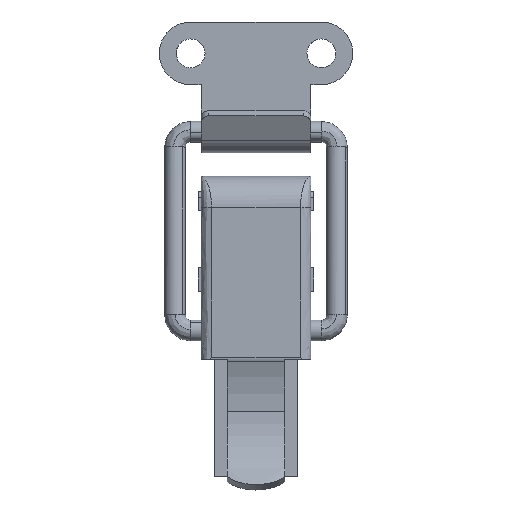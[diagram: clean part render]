
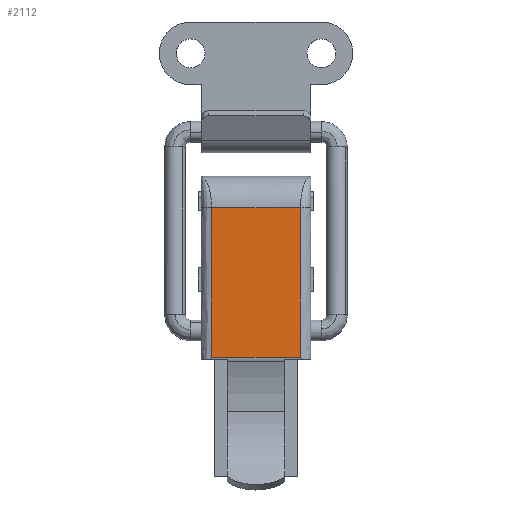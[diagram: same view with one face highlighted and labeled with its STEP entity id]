
A CAD part, front view. The second image highlights one B-rep face of the part: STEP entity #2112.
In plain terms, the highlighted free-form (B-spline) face has degree [1, 1] with [2, 2] control points.
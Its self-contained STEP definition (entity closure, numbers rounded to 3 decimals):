
#464=CARTESIAN_POINT('',(8.5,-6.5,-5.108));
#465=VERTEX_POINT('',#464);
#475=CARTESIAN_POINT('',(-8.5,-6.5,-5.108));
#476=VERTEX_POINT('',#475);
#477=CARTESIAN_POINT('',(-8.5,-6.5,-5.108));
#478=CARTESIAN_POINT('',(8.5,-6.5,-5.108));
#479=QUASI_UNIFORM_CURVE('',1,(#477,#478),.UNSPECIFIED.,.F.,.U.);
#480=EDGE_CURVE('',#476,#465,#479,.T.);
#1284=CARTESIAN_POINT('',(8.5,-6.5,23.5));
#1285=VERTEX_POINT('',#1284);
#1341=CARTESIAN_POINT('',(8.5,-6.5,-5.108));
#1342=CARTESIAN_POINT('',(8.5,-6.5,23.5));
#1343=QUASI_UNIFORM_CURVE('',1,(#1341,#1342),.UNSPECIFIED.,.F.,.U.);
#1344=EDGE_CURVE('',#465,#1285,#1343,.T.);
#1404=CARTESIAN_POINT('',(-8.5,-6.5,23.5));
#1405=VERTEX_POINT('',#1404);
#1485=CARTESIAN_POINT('',(-8.5,-6.5,23.5));
#1486=CARTESIAN_POINT('',(-8.5,-6.5,-5.108));
#1487=QUASI_UNIFORM_CURVE('',1,(#1485,#1486),.UNSPECIFIED.,.F.,.U.);
#1488=EDGE_CURVE('',#1405,#476,#1487,.T.);
#2092=CARTESIAN_POINT('',(8.5,-6.5,23.5));
#2093=CARTESIAN_POINT('',(-8.5,-6.5,23.5));
#2094=QUASI_UNIFORM_CURVE('',1,(#2092,#2093),.UNSPECIFIED.,.F.,.U.);
#2095=EDGE_CURVE('',#1285,#1405,#2094,.T.);
#2101=CARTESIAN_POINT('',(-9.349,-6.5,24.929));
#2102=CARTESIAN_POINT('',(-9.349,-6.5,-6.537));
#2103=CARTESIAN_POINT('',(9.349,-6.5,24.929));
#2104=CARTESIAN_POINT('',(9.349,-6.5,-6.537));
#2105=B_SPLINE_SURFACE_WITH_KNOTS('',1,1,((#2101,#2103),(#2102,#2104)),.UNSPECIFIED.,.F.,.F.,.U.,(2,2),(2,2),(0.0,31.466),(0.0,18.698),.UNSPECIFIED.);
#2106=ORIENTED_EDGE('',*,*,#1488,.T.);
#2107=ORIENTED_EDGE('',*,*,#480,.T.);
#2108=ORIENTED_EDGE('',*,*,#1344,.T.);
#2109=ORIENTED_EDGE('',*,*,#2095,.T.);
#2110=EDGE_LOOP('',(#2106,#2107,#2108,#2109));
#2111=FACE_OUTER_BOUND('',#2110,.T.);
#2112=ADVANCED_FACE('',(#2111),#2105,.T.);
